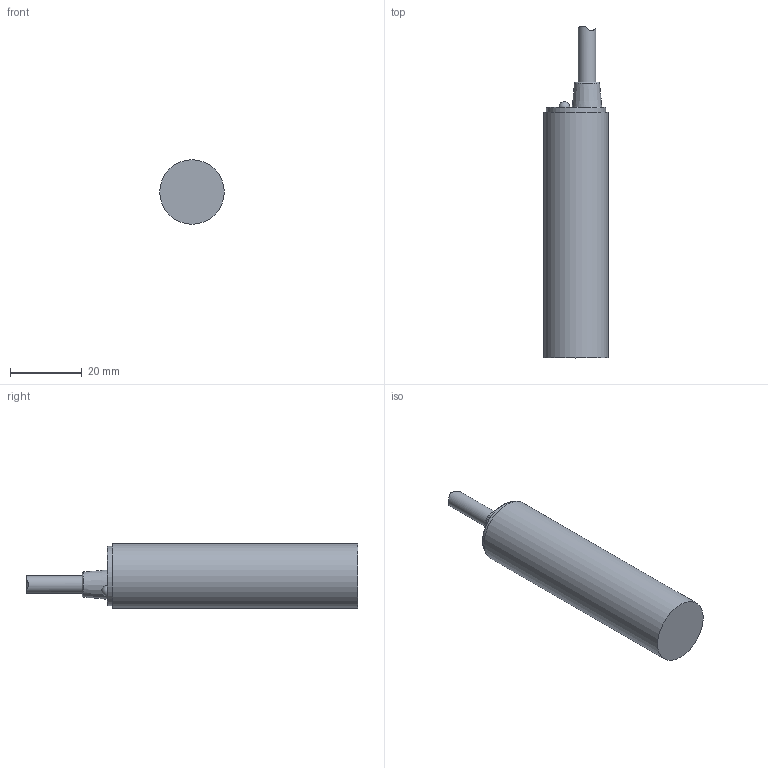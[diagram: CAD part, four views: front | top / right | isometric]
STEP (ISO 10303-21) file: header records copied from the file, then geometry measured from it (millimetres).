
FILE_DESCRIPTION(/* description */ (''),/* implementation_level */ '2;1');
FILE_NAME(/* name */ '115480_Shrinkwrap_1.stp',/* time_stamp */ '2021-12-06T14:24:27+01:00',/* author */ ('Krieger Anja'),/* organization */ (''),/* preprocessor_version */ 'ST-DEVELOPER v18.1',/* originating_system */ 'Autodesk Inventor 2021',/* authorisation */ '');
FILE_SCHEMA (('AUTOMOTIVE_DESIGN { 1 0 10303 214 3 1 1 }'));
Length unit declared in the file: millimetre
Products named in the file (1): 115480_Shrinkwrap_1
Bounding box: 18 x 92.63 x 18 mm (x, y, z)
Volume: 5873.2 mm3; surface area: 9237.2 mm2
Topology: 2 solids, 2 shells, 40 faces, 78 edges, 51 vertices
Faces by surface type: cylinder 19, plane 15, torus 3, cone 2, sphere 1
Full cylindrical faces by diameter (mm): 3 x1, 3.1 x1, 4.9 x1, 4.95 x1, 5 x1, 5.7 x1, 6.1 x1, 15 x1, 15.4 x2, 16.5 x1, 18 x1
Entity records: 1224 total; most frequent: CARTESIAN_POINT 229, DIRECTION 205, ORIENTED_EDGE 154, AXIS2_PLACEMENT_3D 91, EDGE_CURVE 77, EDGE_LOOP 52, VERTEX_POINT 51, CIRCLE 50
